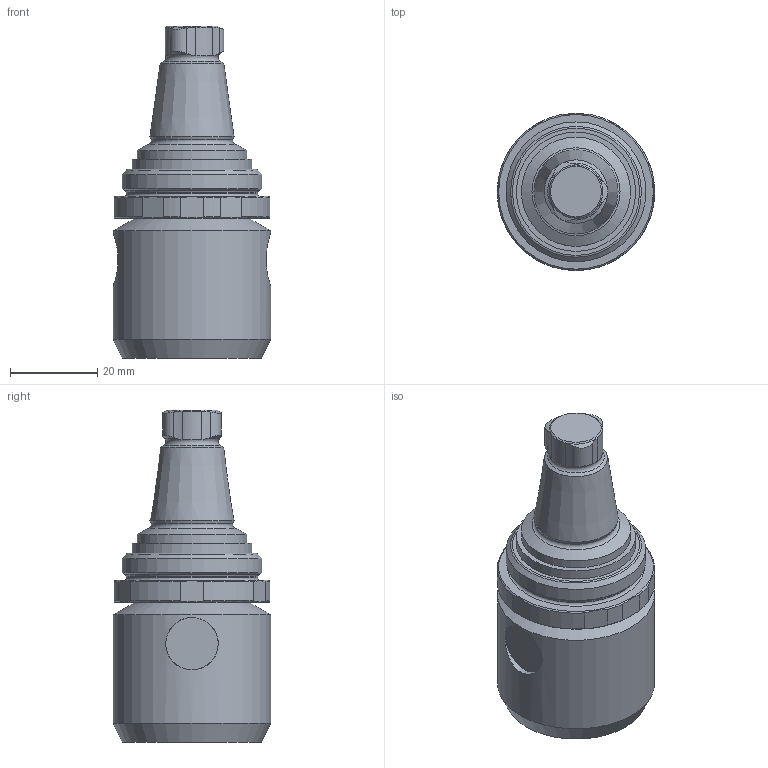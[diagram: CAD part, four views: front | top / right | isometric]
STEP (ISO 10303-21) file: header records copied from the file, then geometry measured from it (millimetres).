
FILE_DESCRIPTION(/* description */ ('Unknown'),/* implementation_level */ '2;1');
FILE_NAME(/* name */ '320120014',/* time_stamp */ '2020-02-07T10:04:23+01:00',/* author */ ('Unknown'),/* organization */ ('Unknown'),/* preprocessor_version */ 'ST-DEVELOPER v16.7',/* originating_system */ 'DEX',/* authorisation */ $);
FILE_SCHEMA (('AUTOMOTIVE_DESIGN {1 0 10303 214 3 1 1}'));
Length unit declared in the file: millimetre
Products named in the file (1): 090308_320120014_vereinfacht_STP_00410176
Bounding box: 36 x 36 x 76 mm (x, y, z)
Volume: 42301.3 mm3; surface area: 10992.1 mm2
Topology: 1 solids, 1 shells, 67 faces, 156 edges, 98 vertices
Faces by surface type: cylinder 28, plane 17, cone 17, torus 5
Full cylindrical faces by diameter (mm): 12 x2, 14 x1, 25 x1, 27.3 x1, 30.1 x1, 32 x1, 36 x1
Entity records: 1842 total; most frequent: CARTESIAN_POINT 454, DIRECTION 276, ORIENTED_EDGE 252, EDGE_CURVE 126, AXIS2_PLACEMENT_3D 124, EDGE_LOOP 98, FACE_BOUND 98, VERTEX_POINT 92
